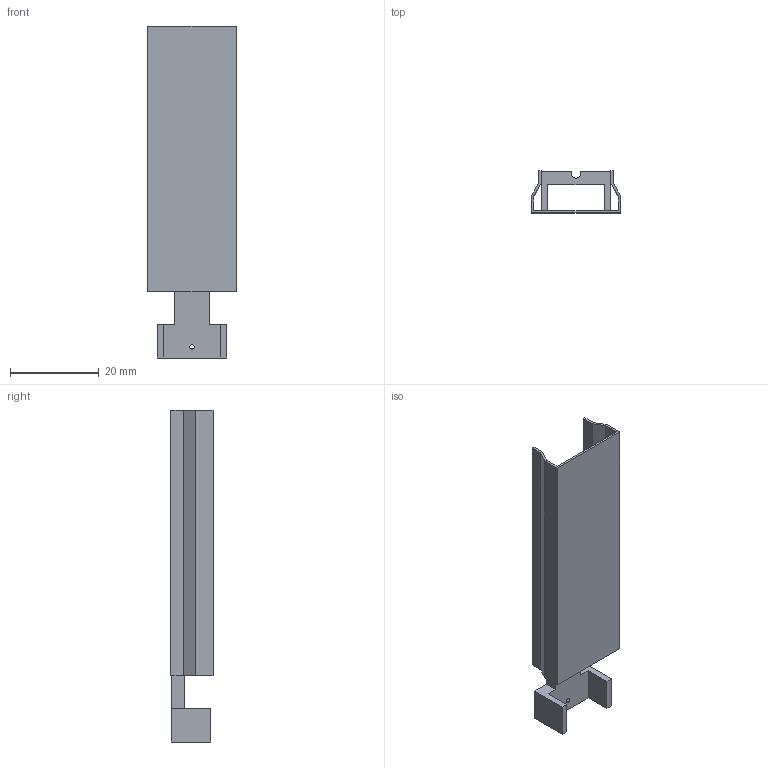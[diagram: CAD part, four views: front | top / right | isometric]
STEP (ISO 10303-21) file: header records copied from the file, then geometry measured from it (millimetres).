
FILE_DESCRIPTION (( 'STEP AP214' ), '1' );
FILE_NAME ('CableCanalSoporteReedSwitch.STEP', '2024-03-12T12:00:02', ( '' ), ( '' ), 'SwSTEP 2.0', 'SolidWorks 2018', '' );
FILE_SCHEMA (( 'AUTOMOTIVE_DESIGN' ));
Length unit declared in the file: millimetre
Products named in the file (1): CableCanalSoporteReedSwitch
Bounding box: 20 x 9.5 x 75 mm (x, y, z)
Volume: 2419.6 mm3; surface area: 6294.8 mm2
Topology: 2 solids, 2 shells, 51 faces, 141 edges, 94 vertices
Faces by surface type: plane 41, cylinder 10
Entity records: 1702 total; most frequent: CARTESIAN_POINT 335, ORIENTED_EDGE 282, DIRECTION 257, EDGE_CURVE 141, VECTOR 121, LINE 121, VERTEX_POINT 94, AXIS2_PLACEMENT_3D 68
